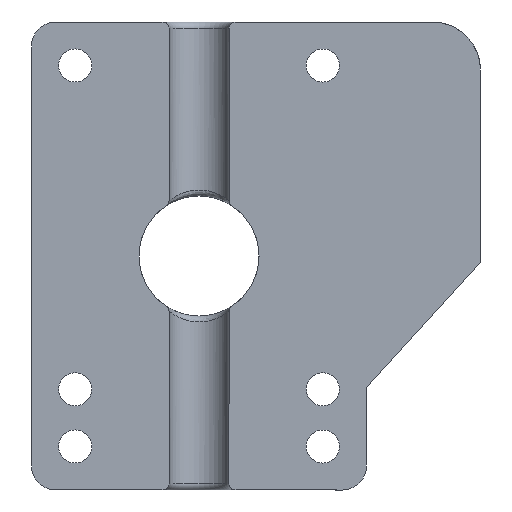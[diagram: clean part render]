
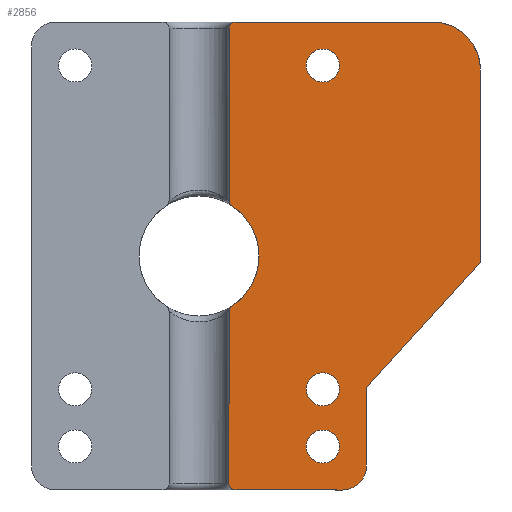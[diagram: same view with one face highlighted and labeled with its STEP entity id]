
A CAD part, front view. The second image highlights one B-rep face of the part: STEP entity #2856.
In plain terms, the highlighted planar face has unit normal (0, -1, 0).
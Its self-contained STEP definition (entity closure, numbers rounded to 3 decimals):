
#136=FACE_BOUND('',#512,.T.);
#137=FACE_BOUND('',#513,.T.);
#138=FACE_BOUND('',#514,.T.);
#344=FACE_OUTER_BOUND('',#511,.T.);
#511=EDGE_LOOP('',(#2074,#2075,#2076,#2077,#2078,#2079,#2080,#2081,#2082,
#2083,#2084,#2085,#2086,#2087));
#512=EDGE_LOOP('',(#2088));
#513=EDGE_LOOP('',(#2089));
#514=EDGE_LOOP('',(#2090));
#666=CIRCLE('',#3023,1.);
#683=CIRCLE('',#3047,1.);
#685=CIRCLE('',#3052,10.);
#687=CIRCLE('',#3056,1.);
#696=CIRCLE('',#3071,1.);
#702=CIRCLE('',#3086,4.);
#703=CIRCLE('',#3087,8.);
#704=CIRCLE('',#3088,2.75);
#705=CIRCLE('',#3089,2.75);
#706=CIRCLE('',#3090,2.75);
#792=LINE('',#4607,#975);
#804=LINE('',#4675,#987);
#811=LINE('',#4700,#994);
#812=LINE('',#4702,#995);
#813=LINE('',#4706,#996);
#814=LINE('',#4708,#997);
#815=LINE('',#4710,#998);
#975=VECTOR('',#3369,10.);
#987=VECTOR('',#3427,10.);
#994=VECTOR('',#3458,10.);
#995=VECTOR('',#3459,10.);
#996=VECTOR('',#3462,10.);
#997=VECTOR('',#3463,10.);
#998=VECTOR('',#3464,10.);
#1177=VERTEX_POINT('',#4349);
#1178=VERTEX_POINT('',#4350);
#1208=VERTEX_POINT('',#4594);
#1209=VERTEX_POINT('',#4595);
#1212=VERTEX_POINT('',#4606);
#1213=VERTEX_POINT('',#4615);
#1214=VERTEX_POINT('',#4616);
#1224=VERTEX_POINT('',#4667);
#1231=VERTEX_POINT('',#4699);
#1232=VERTEX_POINT('',#4701);
#1233=VERTEX_POINT('',#4703);
#1234=VERTEX_POINT('',#4705);
#1235=VERTEX_POINT('',#4707);
#1236=VERTEX_POINT('',#4709);
#1237=VERTEX_POINT('',#4712);
#1238=VERTEX_POINT('',#4714);
#1239=VERTEX_POINT('',#4716);
#1474=EDGE_CURVE('',#1177,#1178,#666,.T.);
#1513=EDGE_CURVE('',#1208,#1209,#683,.T.);
#1519=EDGE_CURVE('',#1212,#1209,#792,.T.);
#1521=EDGE_CURVE('',#1208,#1178,#685,.T.);
#1524=EDGE_CURVE('',#1213,#1214,#687,.T.);
#1541=EDGE_CURVE('',#1212,#1224,#696,.T.);
#1545=EDGE_CURVE('',#1177,#1214,#804,.T.);
#1557=EDGE_CURVE('',#1224,#1231,#811,.T.);
#1558=EDGE_CURVE('',#1213,#1232,#812,.T.);
#1559=EDGE_CURVE('',#1232,#1233,#702,.T.);
#1560=EDGE_CURVE('',#1233,#1234,#813,.T.);
#1561=EDGE_CURVE('',#1234,#1235,#814,.T.);
#1562=EDGE_CURVE('',#1236,#1235,#815,.T.);
#1563=EDGE_CURVE('',#1231,#1236,#703,.T.);
#1564=EDGE_CURVE('',#1237,#1237,#704,.T.);
#1565=EDGE_CURVE('',#1238,#1238,#705,.T.);
#1566=EDGE_CURVE('',#1239,#1239,#706,.T.);
#2074=ORIENTED_EDGE('',*,*,#1557,.F.);
#2075=ORIENTED_EDGE('',*,*,#1541,.F.);
#2076=ORIENTED_EDGE('',*,*,#1519,.T.);
#2077=ORIENTED_EDGE('',*,*,#1513,.F.);
#2078=ORIENTED_EDGE('',*,*,#1521,.T.);
#2079=ORIENTED_EDGE('',*,*,#1474,.F.);
#2080=ORIENTED_EDGE('',*,*,#1545,.T.);
#2081=ORIENTED_EDGE('',*,*,#1524,.F.);
#2082=ORIENTED_EDGE('',*,*,#1558,.T.);
#2083=ORIENTED_EDGE('',*,*,#1559,.T.);
#2084=ORIENTED_EDGE('',*,*,#1560,.T.);
#2085=ORIENTED_EDGE('',*,*,#1561,.T.);
#2086=ORIENTED_EDGE('',*,*,#1562,.F.);
#2087=ORIENTED_EDGE('',*,*,#1563,.F.);
#2088=ORIENTED_EDGE('',*,*,#1564,.F.);
#2089=ORIENTED_EDGE('',*,*,#1565,.F.);
#2090=ORIENTED_EDGE('',*,*,#1566,.F.);
#2776=PLANE('',#3085);
#2856=ADVANCED_FACE('',(#344,#136,#137,#138),#2776,.F.);
#3023=AXIS2_PLACEMENT_3D('',#4351,#3295,#3296);
#3047=AXIS2_PLACEMENT_3D('',#4596,#3357,#3358);
#3052=AXIS2_PLACEMENT_3D('',#4610,#3373,#3374);
#3056=AXIS2_PLACEMENT_3D('',#4617,#3382,#3383);
#3071=AXIS2_PLACEMENT_3D('',#4668,#3418,#3419);
#3085=AXIS2_PLACEMENT_3D('',#4698,#3456,#3457);
#3086=AXIS2_PLACEMENT_3D('',#4704,#3460,#3461);
#3087=AXIS2_PLACEMENT_3D('',#4711,#3465,#3466);
#3088=AXIS2_PLACEMENT_3D('',#4713,#3467,#3468);
#3089=AXIS2_PLACEMENT_3D('',#4715,#3469,#3470);
#3090=AXIS2_PLACEMENT_3D('',#4717,#3471,#3472);
#3295=DIRECTION('center_axis',(0.,1.,0.));
#3296=DIRECTION('ref_axis',(-0.879,0.,0.477));
#3357=DIRECTION('center_axis',(0.,1.,0.));
#3358=DIRECTION('ref_axis',(-0.879,0.,-0.477));
#3369=DIRECTION('',(0.,0.,-1.));
#3373=DIRECTION('center_axis',(0.,1.,0.));
#3374=DIRECTION('ref_axis',(-1.,0.,0.));
#3382=DIRECTION('center_axis',(0.,1.,0.));
#3383=DIRECTION('ref_axis',(-0.707,0.,-0.707));
#3418=DIRECTION('center_axis',(0.,1.,0.));
#3419=DIRECTION('ref_axis',(-0.707,0.,0.707));
#3427=DIRECTION('',(0.,0.,-1.));
#3456=DIRECTION('center_axis',(0.,1.,0.));
#3457=DIRECTION('ref_axis',(-1.,0.,0.));
#3458=DIRECTION('',(1.,0.,0.));
#3459=DIRECTION('',(1.,0.,0.));
#3460=DIRECTION('center_axis',(0.,-1.,0.));
#3461=DIRECTION('ref_axis',(0.707,0.,-0.707));
#3462=DIRECTION('',(0.,0.,1.));
#3463=DIRECTION('',(0.674,0.,0.739));
#3464=DIRECTION('',(0.,0.,-1.));
#3465=DIRECTION('center_axis',(0.,1.,0.));
#3466=DIRECTION('ref_axis',(0.707,0.,0.707));
#3467=DIRECTION('center_axis',(0.,-1.,0.));
#3468=DIRECTION('ref_axis',(1.,0.,0.));
#3469=DIRECTION('center_axis',(0.,-1.,0.));
#3470=DIRECTION('ref_axis',(1.,0.,0.));
#3471=DIRECTION('center_axis',(0.,-1.,0.));
#3472=DIRECTION('ref_axis',(1.,0.,0.));
#4349=CARTESIAN_POINT('',(-22.4,0.,-8.22));
#4350=CARTESIAN_POINT('',(-21.945,0.,-7.381));
#4351=CARTESIAN_POINT('Origin',(-21.4,0.,
-8.22));
#4594=CARTESIAN_POINT('',(-21.945,0.,9.381));
#4595=CARTESIAN_POINT('',(-22.4,0.,10.22));
#4596=CARTESIAN_POINT('Origin',(-21.4,0.,
10.22));
#4606=CARTESIAN_POINT('',(-22.4,0.,39.));
#4607=CARTESIAN_POINT('',(-22.4,0.,20.5));
#4610=CARTESIAN_POINT('Origin',(-27.4,0.,
1.));
#4615=CARTESIAN_POINT('',(-21.4,0.,-38.));
#4616=CARTESIAN_POINT('',(-22.4,0.,-37.));
#4617=CARTESIAN_POINT('Origin',(-21.4,0.,-37.));
#4667=CARTESIAN_POINT('',(-21.4,0.,40.));
#4668=CARTESIAN_POINT('Origin',(-21.4,0.,39.));
#4675=CARTESIAN_POINT('',(-22.4,0.,20.5));
#4698=CARTESIAN_POINT('Origin',(20.,0.,0.));
#4699=CARTESIAN_POINT('',(11.5,0.,40.));
#4700=CARTESIAN_POINT('',(15.,0.,40.));
#4701=CARTESIAN_POINT('',(-3.5,0.,-38.));
#4702=CARTESIAN_POINT('',(-55.3,0.,-38.));
#4703=CARTESIAN_POINT('',(0.5,0.,-34.));
#4704=CARTESIAN_POINT('Origin',(-3.5,0.,-34.));
#4705=CARTESIAN_POINT('',(0.5,0.,-20.843));
#4706=CARTESIAN_POINT('',(0.5,0.,1.379));
#4707=CARTESIAN_POINT('',(19.5,0.,0.));
#4708=CARTESIAN_POINT('',(19.613,0.,0.124));
#4709=CARTESIAN_POINT('',(19.5,0.,32.));
#4710=CARTESIAN_POINT('',(19.5,0.,0.));
#4711=CARTESIAN_POINT('Origin',(11.5,0.,32.));
#4712=CARTESIAN_POINT('',(-9.512,0.,32.75));
#4713=CARTESIAN_POINT('Origin',(-6.762,0.,32.75));
#4714=CARTESIAN_POINT('',(-4.012,0.,-30.75));
#4715=CARTESIAN_POINT('Origin',(-6.763,0.,-30.75));
#4716=CARTESIAN_POINT('',(-4.012,0.,-21.225));
#4717=CARTESIAN_POINT('Origin',(-6.762,0.,-21.225));
